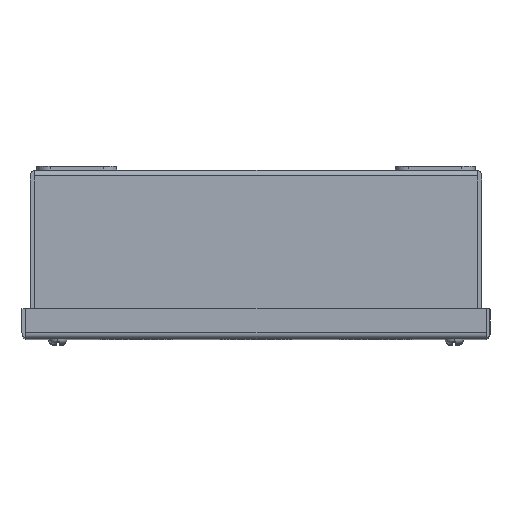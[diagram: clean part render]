
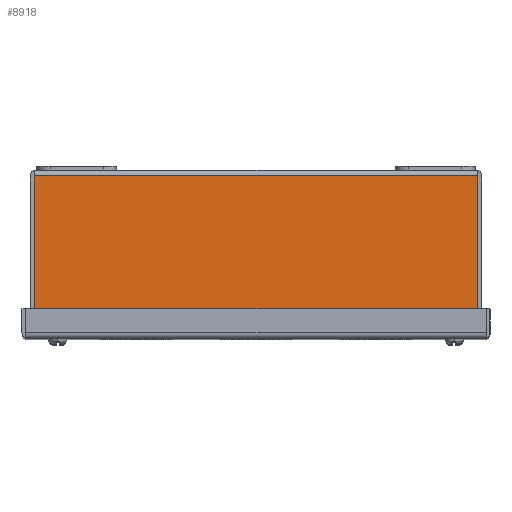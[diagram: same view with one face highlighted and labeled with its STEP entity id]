
A CAD part, top view. The second image highlights one B-rep face of the part: STEP entity #8918.
In plain terms, the highlighted planar face has unit normal (0, 0, 1).
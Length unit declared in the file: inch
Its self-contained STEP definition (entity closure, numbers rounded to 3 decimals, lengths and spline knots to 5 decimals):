
#106 = VECTOR ( 'NONE', #2307, 39.37008 ) ;
#217 = CARTESIAN_POINT ( 'NONE',  ( -4.17721, -2.892, 5.875 ) ) ;
#386 = EDGE_CURVE ( 'NONE', #16751, #9233, #2364, .T. ) ;
#635 = VERTEX_POINT ( 'NONE', #18387 ) ;
#2307 = DIRECTION ( 'NONE',  ( 1., 0., 0. ) ) ;
#2364 = LINE ( 'NONE', #217, #14346 ) ;
#4075 = LINE ( 'NONE', #9886, #106 ) ;
#4190 = CARTESIAN_POINT ( 'NONE',  ( -4.17721, 39.37008, 5.875 ) ) ;
#4585 = DIRECTION ( 'NONE',  ( 0., -1., 0. ) ) ;
#5011 = ORIENTED_EDGE ( 'NONE', *, *, #13474, .F. ) ;
#6178 = EDGE_CURVE ( 'NONE', #635, #9233, #20088, .T. ) ;
#6598 = DIRECTION ( 'NONE',  ( 0., 1., 0. ) ) ;
#8331 = CARTESIAN_POINT ( 'NONE',  ( -4.17721, -2.892, 5.875 ) ) ;
#8918 = ADVANCED_FACE ( 'NONE', ( #16189 ), #18468, .F. ) ;
#9233 = VERTEX_POINT ( 'NONE', #8331 ) ;
#9435 = CARTESIAN_POINT ( 'NONE',  ( 4.17721, -2.892, 5.875 ) ) ;
#9886 = CARTESIAN_POINT ( 'NONE',  ( -4.142, -0.108, 5.875 ) ) ;
#11832 = DIRECTION ( 'NONE',  ( -1., 0., 0. ) ) ;
#13388 = VECTOR ( 'NONE', #4585, 39.37008 ) ;
#13474 = EDGE_CURVE ( 'NONE', #635, #21161, #4075, .T. ) ;
#13927 = LINE ( 'NONE', #23891, #13388 ) ;
#14346 = VECTOR ( 'NONE', #11832, 39.37008 ) ;
#15109 = EDGE_LOOP ( 'NONE', ( #19091, #20010, #5011, #23496 ) ) ;
#15993 = EDGE_CURVE ( 'NONE', #21161, #16751, #13927, .T. ) ;
#16189 = FACE_OUTER_BOUND ( 'NONE', #15109, .T. ) ;
#16751 = VERTEX_POINT ( 'NONE', #9435 ) ;
#17964 = CARTESIAN_POINT ( 'NONE',  ( 29.156, 0., 5.875 ) ) ;
#18086 = DIRECTION ( 'NONE',  ( 0., -1., 0. ) ) ;
#18387 = CARTESIAN_POINT ( 'NONE',  ( -4.17721, -0.108, 5.875 ) ) ;
#18468 = PLANE ( 'NONE',  #23310 ) ;
#18807 = CARTESIAN_POINT ( 'NONE',  ( 4.17721, -0.108, 5.875 ) ) ;
#19091 = ORIENTED_EDGE ( 'NONE', *, *, #386, .F. ) ;
#20010 = ORIENTED_EDGE ( 'NONE', *, *, #15993, .F. ) ;
#20088 = LINE ( 'NONE', #4190, #23586 ) ;
#21161 = VERTEX_POINT ( 'NONE', #18807 ) ;
#23310 = AXIS2_PLACEMENT_3D ( 'NONE', #17964, #23884, #6598 ) ;
#23496 = ORIENTED_EDGE ( 'NONE', *, *, #6178, .T. ) ;
#23586 = VECTOR ( 'NONE', #18086, 39.37008 ) ;
#23884 = DIRECTION ( 'NONE',  ( 0., 0., -1. ) ) ;
#23891 = CARTESIAN_POINT ( 'NONE',  ( 4.17721, 39.37008, 5.875 ) ) ;
